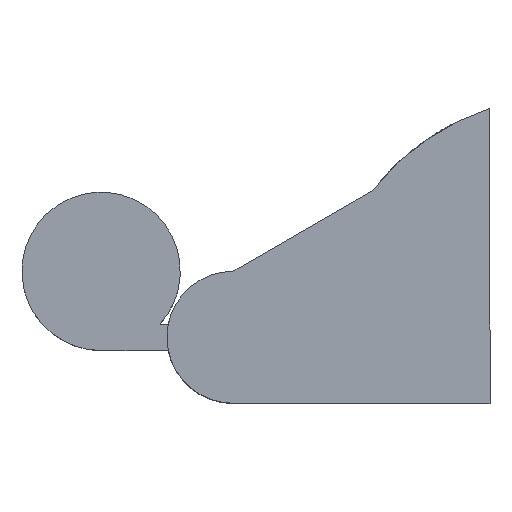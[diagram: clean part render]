
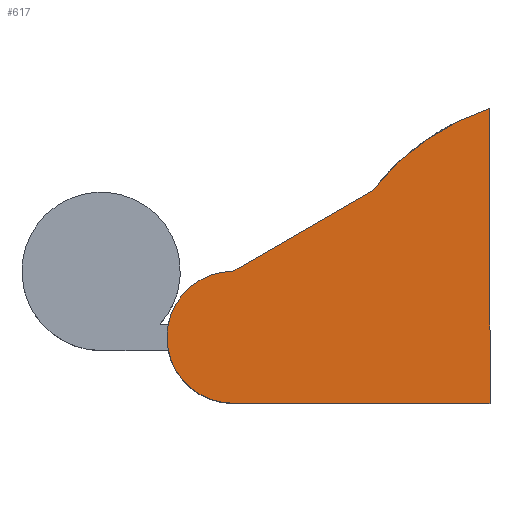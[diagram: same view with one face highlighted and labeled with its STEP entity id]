
A CAD part, top view. The second image highlights one B-rep face of the part: STEP entity #617.
In plain terms, the highlighted planar face has unit normal (0, 0, 1).
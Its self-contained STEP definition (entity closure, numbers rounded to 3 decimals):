
#40=CIRCLE('',#683,18.2);
#41=CIRCLE('',#684,5.);
#84=FACE_OUTER_BOUND('',#118,.T.);
#118=EDGE_LOOP('',(#481,#482,#483,#484,#485));
#170=LINE('',#1004,#227);
#171=LINE('',#1008,#228);
#172=LINE('',#1009,#229);
#227=VECTOR('',#815,10.);
#228=VECTOR('',#818,10.);
#229=VECTOR('',#819,10.);
#287=VERTEX_POINT('',#1000);
#288=VERTEX_POINT('',#1001);
#289=VERTEX_POINT('',#1003);
#290=VERTEX_POINT('',#1005);
#291=VERTEX_POINT('',#1007);
#359=EDGE_CURVE('',#287,#288,#40,.T.);
#360=EDGE_CURVE('',#288,#289,#170,.T.);
#361=EDGE_CURVE('',#289,#290,#41,.T.);
#362=EDGE_CURVE('',#290,#291,#171,.T.);
#363=EDGE_CURVE('',#291,#287,#172,.T.);
#481=ORIENTED_EDGE('',*,*,#359,.T.);
#482=ORIENTED_EDGE('',*,*,#360,.T.);
#483=ORIENTED_EDGE('',*,*,#361,.T.);
#484=ORIENTED_EDGE('',*,*,#362,.T.);
#485=ORIENTED_EDGE('',*,*,#363,.T.);
#591=PLANE('',#682);
#617=ADVANCED_FACE('',(#84),#591,.T.);
#682=AXIS2_PLACEMENT_3D('',#999,#811,#812);
#683=AXIS2_PLACEMENT_3D('',#1002,#813,#814);
#684=AXIS2_PLACEMENT_3D('',#1006,#816,#817);
#811=DIRECTION('center_axis',(0.,0.,1.));
#812=DIRECTION('ref_axis',(-1.,0.,0.));
#813=DIRECTION('center_axis',(0.,0.,1.));
#814=DIRECTION('ref_axis',(-0.303,0.953,0.));
#815=DIRECTION('',(-0.866,-0.5,0.));
#816=DIRECTION('center_axis',(0.,0.,1.));
#817=DIRECTION('ref_axis',(0.,1.,0.));
#818=DIRECTION('',(1.,0.,0.));
#819=DIRECTION('',(0.,1.,0.));
#999=CARTESIAN_POINT('Origin',(-17.76,6.171,14.));
#1000=CARTESIAN_POINT('',(-5.519,17.343,14.));
#1001=CARTESIAN_POINT('',(-14.414,11.112,14.));
#1002=CARTESIAN_POINT('Origin',(0.,0.,14.));
#1003=CARTESIAN_POINT('',(-25.,5.,14.));
#1004=CARTESIAN_POINT('',(-25.,5.,14.));
#1005=CARTESIAN_POINT('',(-25.,-5.,14.));
#1006=CARTESIAN_POINT('Origin',(-25.,0.,14.));
#1007=CARTESIAN_POINT('',(-5.519,-5.,14.));
#1008=CARTESIAN_POINT('',(-5.519,-5.,14.));
#1009=CARTESIAN_POINT('',(-5.519,17.343,14.));
